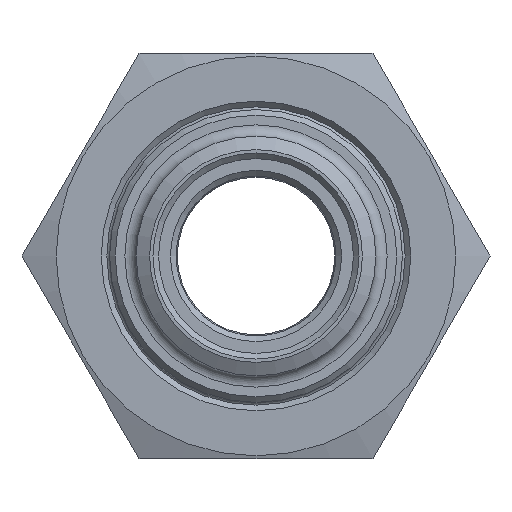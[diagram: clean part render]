
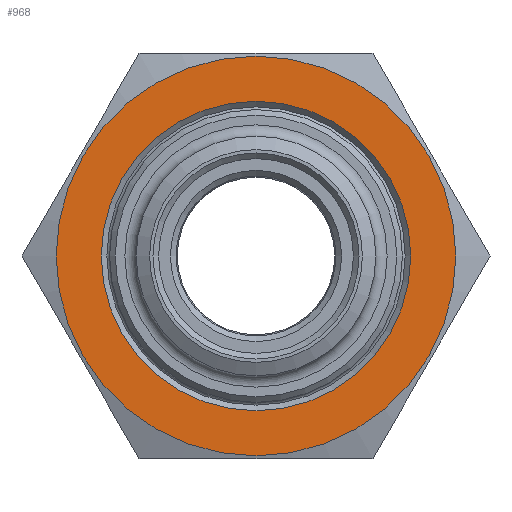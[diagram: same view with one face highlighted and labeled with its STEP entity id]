
A CAD part, left-side view. The second image highlights one B-rep face of the part: STEP entity #968.
In plain terms, the highlighted planar face has unit normal (-1, 0, 0).
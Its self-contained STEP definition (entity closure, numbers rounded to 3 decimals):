
#47=FACE_BOUND('',#167,.T.);
#73=PLANE('',#1113);
#102=FACE_OUTER_BOUND('',#166,.T.);
#166=EDGE_LOOP('',(#702));
#167=EDGE_LOOP('',(#703));
#334=CIRCLE('',#1096,17.75);
#339=CIRCLE('',#1108,13.75);
#427=VERTEX_POINT('',#1644);
#433=VERTEX_POINT('',#1675);
#521=EDGE_CURVE('',#427,#427,#334,.T.);
#534=EDGE_CURVE('',#433,#433,#339,.T.);
#702=ORIENTED_EDGE('',*,*,#521,.T.);
#703=ORIENTED_EDGE('',*,*,#534,.F.);
#968=ADVANCED_FACE('',(#102,#47),#73,.F.);
#1096=AXIS2_PLACEMENT_3D('',#1646,#1257,#1258);
#1108=AXIS2_PLACEMENT_3D('',#1676,#1287,#1288);
#1113=AXIS2_PLACEMENT_3D('',#1686,#1299,#1300);
#1257=DIRECTION('center_axis',(-1.,0.,0.));
#1258=DIRECTION('ref_axis',(0.,1.,0.));
#1287=DIRECTION('center_axis',(-1.,0.,0.));
#1288=DIRECTION('ref_axis',(0.,-1.,0.));
#1299=DIRECTION('center_axis',(1.,0.,0.));
#1300=DIRECTION('ref_axis',(0.,0.,-1.));
#1644=CARTESIAN_POINT('',(-7.75,-17.75,0.));
#1646=CARTESIAN_POINT('Origin',(-7.75,0.,0.));
#1675=CARTESIAN_POINT('',(-7.75,13.75,0.));
#1676=CARTESIAN_POINT('Origin',(-7.75,0.,0.));
#1686=CARTESIAN_POINT('Origin',(-7.75,0.,0.));
